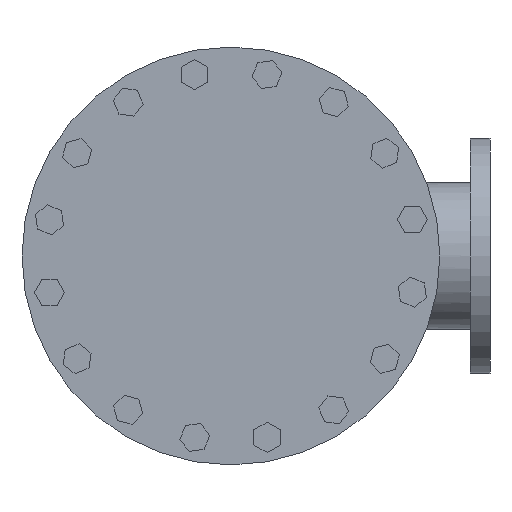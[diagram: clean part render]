
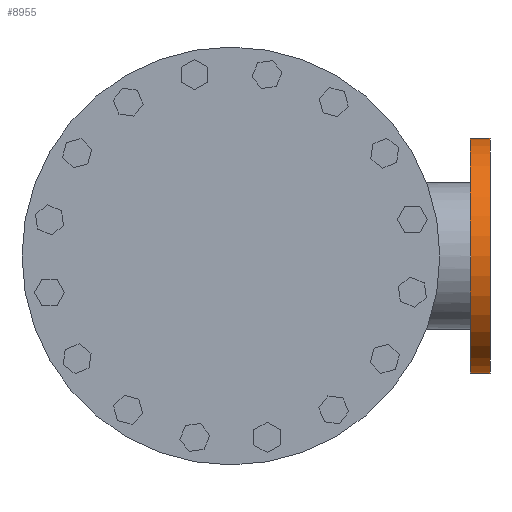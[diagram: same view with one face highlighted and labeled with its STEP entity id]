
A CAD part, left-side view. The second image highlights one B-rep face of the part: STEP entity #8955.
In plain terms, the highlighted cylindrical face has radius 171.45 mm (diameter 342.9 mm), a partial arc.
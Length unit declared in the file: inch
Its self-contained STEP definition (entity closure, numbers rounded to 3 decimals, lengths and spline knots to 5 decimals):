
#418 = ORIENTED_EDGE ( 'NONE', *, *, #23790, .T. ) ;
#493 = ORIENTED_EDGE ( 'NONE', *, *, #19785, .T. ) ;
#1526 = DIRECTION ( 'NONE',  ( 0., 0., 1. ) ) ;
#2857 = ORIENTED_EDGE ( 'NONE', *, *, #20996, .F. ) ;
#2860 = ORIENTED_EDGE ( 'NONE', *, *, #18052, .F. ) ;
#3193 = DIRECTION ( 'NONE',  ( 0., -1., 0. ) ) ;
#3976 = AXIS2_PLACEMENT_3D ( 'NONE', #18264, #12722, #1526 ) ;
#4191 = CARTESIAN_POINT ( 'NONE',  ( 14., -13.76, 6.75 ) ) ;
#5797 = DIRECTION ( 'NONE',  ( 0., 1., 0. ) ) ;
#5903 = AXIS2_PLACEMENT_3D ( 'NONE', #19043, #21085, #17069 ) ;
#6784 = CARTESIAN_POINT ( 'NONE',  ( 14., -14.88, 0. ) ) ;
#8124 = CARTESIAN_POINT ( 'NONE',  ( 14., -14.88, 6.75 ) ) ;
#8955 = ADVANCED_FACE ( 'NONE', ( #12723 ), #23796, .T. ) ;
#9515 = VECTOR ( 'NONE', #5797, 39.37008 ) ;
#11217 = CARTESIAN_POINT ( 'NONE',  ( 14., -14.88, -6.75 ) ) ;
#12026 = VERTEX_POINT ( 'NONE', #4191 ) ;
#12111 = LINE ( 'NONE', #11217, #13551 ) ;
#12424 = CIRCLE ( 'NONE', #5903, 6.75 ) ;
#12722 = DIRECTION ( 'NONE',  ( 0., 1., 0. ) ) ;
#12723 = FACE_OUTER_BOUND ( 'NONE', #16083, .T. ) ;
#13551 = VECTOR ( 'NONE', #18735, 39.37008 ) ;
#14580 = VERTEX_POINT ( 'NONE', #18194 ) ;
#15094 = CARTESIAN_POINT ( 'NONE',  ( 14., -14.88, 6.75 ) ) ;
#16083 = EDGE_LOOP ( 'NONE', ( #2860, #2857, #493, #418 ) ) ;
#17069 = DIRECTION ( 'NONE',  ( 0., 0., -1. ) ) ;
#18052 = EDGE_CURVE ( 'NONE', #22753, #14580, #12111, .T. ) ;
#18194 = CARTESIAN_POINT ( 'NONE',  ( 14., -13.76, -6.75 ) ) ;
#18250 = AXIS2_PLACEMENT_3D ( 'NONE', #6784, #3193, #19844 ) ;
#18264 = CARTESIAN_POINT ( 'NONE',  ( 14., -14.88, 0. ) ) ;
#18735 = DIRECTION ( 'NONE',  ( 0., 1., 0. ) ) ;
#18851 = CARTESIAN_POINT ( 'NONE',  ( 14., -14.88, -6.75 ) ) ;
#19043 = CARTESIAN_POINT ( 'NONE',  ( 14., -13.76, 0. ) ) ;
#19785 = EDGE_CURVE ( 'NONE', #23222, #12026, #20049, .T. ) ;
#19844 = DIRECTION ( 'NONE',  ( 0., 0., -1. ) ) ;
#20049 = LINE ( 'NONE', #15094, #9515 ) ;
#20996 = EDGE_CURVE ( 'NONE', #23222, #22753, #22651, .T. ) ;
#21085 = DIRECTION ( 'NONE',  ( 0., -1., 0. ) ) ;
#22651 = CIRCLE ( 'NONE', #18250, 6.75 ) ;
#22753 = VERTEX_POINT ( 'NONE', #18851 ) ;
#23222 = VERTEX_POINT ( 'NONE', #8124 ) ;
#23790 = EDGE_CURVE ( 'NONE', #12026, #14580, #12424, .T. ) ;
#23796 = CYLINDRICAL_SURFACE ( 'NONE', #3976, 6.75 ) ;
